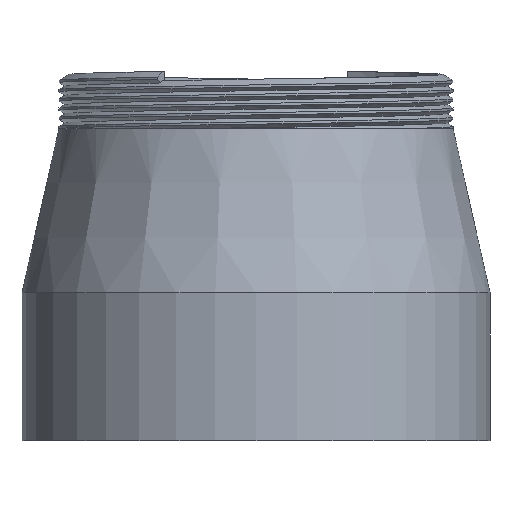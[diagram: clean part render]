
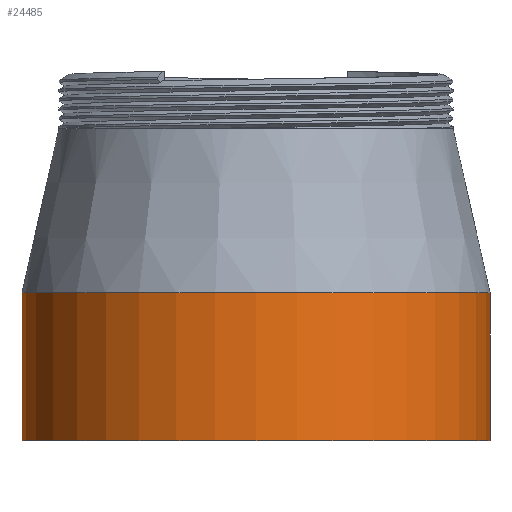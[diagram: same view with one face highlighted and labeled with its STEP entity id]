
A CAD part, front view. The second image highlights one B-rep face of the part: STEP entity #24485.
In plain terms, the highlighted cylindrical face has radius 9.5 mm (diameter 19 mm), a full revolution.
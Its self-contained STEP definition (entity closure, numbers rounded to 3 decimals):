
#21120 = PLANE('',#21121);
#21121 = AXIS2_PLACEMENT_3D('',#21122,#21123,#21124);
#21122 = CARTESIAN_POINT('',(0.,0.,-6.));
#21123 = DIRECTION('',(0.,0.,1.));
#21124 = DIRECTION('',(1.,0.,0.));
#22396 = EDGE_CURVE('',#22397,#22397,#22399,.T.);
#22397 = VERTEX_POINT('',#22398);
#22398 = CARTESIAN_POINT('',(9.5,0.,-6.));
#22399 = SURFACE_CURVE('',#22400,(#22405,#22412),.PCURVE_S1.);
#22400 = CIRCLE('',#22401,9.5);
#22401 = AXIS2_PLACEMENT_3D('',#22402,#22403,#22404);
#22402 = CARTESIAN_POINT('',(0.,0.,-6.));
#22403 = DIRECTION('',(0.,0.,1.));
#22404 = DIRECTION('',(1.,0.,0.));
#22405 = PCURVE('',#21120,#22406);
#22406 = DEFINITIONAL_REPRESENTATION('',(#22407),#22411);
#22407 = CIRCLE('',#22408,9.5);
#22408 = AXIS2_PLACEMENT_2D('',#22409,#22410);
#22409 = CARTESIAN_POINT('',(0.,0.));
#22410 = DIRECTION('',(1.,0.));
#22411 = ( GEOMETRIC_REPRESENTATION_CONTEXT(2) 
PARAMETRIC_REPRESENTATION_CONTEXT() REPRESENTATION_CONTEXT('2D SPACE',''
  ) );
#22412 = PCURVE('',#22413,#22418);
#22413 = CYLINDRICAL_SURFACE('',#22414,9.5);
#22414 = AXIS2_PLACEMENT_3D('',#22415,#22416,#22417);
#22415 = CARTESIAN_POINT('',(0.,0.,-6.));
#22416 = DIRECTION('',(0.,0.,1.));
#22417 = DIRECTION('',(1.,0.,0.));
#22418 = DEFINITIONAL_REPRESENTATION('',(#22419),#22423);
#22419 = LINE('',#22420,#22421);
#22420 = CARTESIAN_POINT('',(0.,0.));
#22421 = VECTOR('',#22422,1.);
#22422 = DIRECTION('',(1.,0.));
#22423 = ( GEOMETRIC_REPRESENTATION_CONTEXT(2) 
PARAMETRIC_REPRESENTATION_CONTEXT() REPRESENTATION_CONTEXT('2D SPACE',''
  ) );
#24485 = ADVANCED_FACE('',(#24486),#22413,.T.);
#24486 = FACE_BOUND('',#24487,.T.);
#24487 = EDGE_LOOP('',(#24488,#24517,#24538,#24539));
#24488 = ORIENTED_EDGE('',*,*,#24489,.F.);
#24489 = EDGE_CURVE('',#24490,#24490,#24492,.T.);
#24490 = VERTEX_POINT('',#24491);
#24491 = CARTESIAN_POINT('',(9.5,0.,0.));
#24492 = SURFACE_CURVE('',#24493,(#24498,#24505),.PCURVE_S1.);
#24493 = CIRCLE('',#24494,9.5);
#24494 = AXIS2_PLACEMENT_3D('',#24495,#24496,#24497);
#24495 = CARTESIAN_POINT('',(0.,0.,0.));
#24496 = DIRECTION('',(0.,0.,1.));
#24497 = DIRECTION('',(1.,0.,0.));
#24498 = PCURVE('',#22413,#24499);
#24499 = DEFINITIONAL_REPRESENTATION('',(#24500),#24504);
#24500 = LINE('',#24501,#24502);
#24501 = CARTESIAN_POINT('',(0.,6.));
#24502 = VECTOR('',#24503,1.);
#24503 = DIRECTION('',(1.,0.));
#24504 = ( GEOMETRIC_REPRESENTATION_CONTEXT(2) 
PARAMETRIC_REPRESENTATION_CONTEXT() REPRESENTATION_CONTEXT('2D SPACE',''
  ) );
#24505 = PCURVE('',#24506,#24511);
#24506 = PLANE('',#24507);
#24507 = AXIS2_PLACEMENT_3D('',#24508,#24509,#24510);
#24508 = CARTESIAN_POINT('',(0.,0.,0.));
#24509 = DIRECTION('',(0.,0.,1.));
#24510 = DIRECTION('',(1.,0.,0.));
#24511 = DEFINITIONAL_REPRESENTATION('',(#24512),#24516);
#24512 = CIRCLE('',#24513,9.5);
#24513 = AXIS2_PLACEMENT_2D('',#24514,#24515);
#24514 = CARTESIAN_POINT('',(0.,0.));
#24515 = DIRECTION('',(1.,0.));
#24516 = ( GEOMETRIC_REPRESENTATION_CONTEXT(2) 
PARAMETRIC_REPRESENTATION_CONTEXT() REPRESENTATION_CONTEXT('2D SPACE',''
  ) );
#24517 = ORIENTED_EDGE('',*,*,#24518,.F.);
#24518 = EDGE_CURVE('',#22397,#24490,#24519,.T.);
#24519 = SEAM_CURVE('',#24520,(#24524,#24531),.PCURVE_S1.);
#24520 = LINE('',#24521,#24522);
#24521 = CARTESIAN_POINT('',(9.5,0.,-6.));
#24522 = VECTOR('',#24523,1.);
#24523 = DIRECTION('',(0.,0.,1.));
#24524 = PCURVE('',#22413,#24525);
#24525 = DEFINITIONAL_REPRESENTATION('',(#24526),#24530);
#24526 = LINE('',#24527,#24528);
#24527 = CARTESIAN_POINT('',(6.283,-0.));
#24528 = VECTOR('',#24529,1.);
#24529 = DIRECTION('',(0.,1.));
#24530 = ( GEOMETRIC_REPRESENTATION_CONTEXT(2) 
PARAMETRIC_REPRESENTATION_CONTEXT() REPRESENTATION_CONTEXT('2D SPACE',''
  ) );
#24531 = PCURVE('',#22413,#24532);
#24532 = DEFINITIONAL_REPRESENTATION('',(#24533),#24537);
#24533 = LINE('',#24534,#24535);
#24534 = CARTESIAN_POINT('',(0.,-0.));
#24535 = VECTOR('',#24536,1.);
#24536 = DIRECTION('',(0.,1.));
#24537 = ( GEOMETRIC_REPRESENTATION_CONTEXT(2) 
PARAMETRIC_REPRESENTATION_CONTEXT() REPRESENTATION_CONTEXT('2D SPACE',''
  ) );
#24538 = ORIENTED_EDGE('',*,*,#22396,.T.);
#24539 = ORIENTED_EDGE('',*,*,#24518,.T.);
